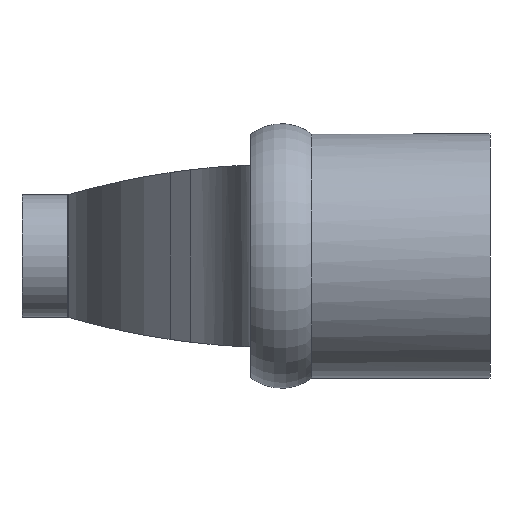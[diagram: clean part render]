
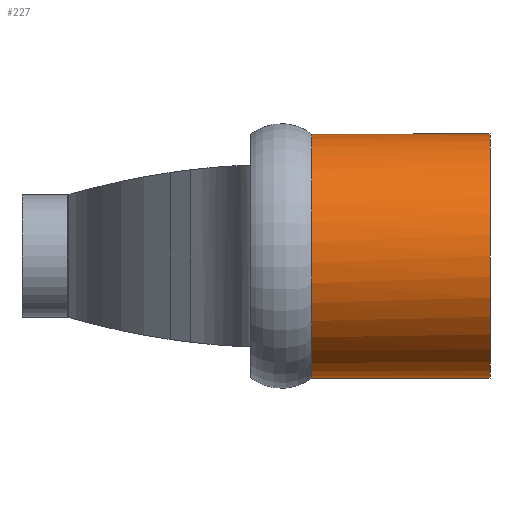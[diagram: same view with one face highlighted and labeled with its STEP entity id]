
A CAD part, left-side view. The second image highlights one B-rep face of the part: STEP entity #227.
In plain terms, the highlighted cylindrical face has radius 24 mm (diameter 48 mm), a full revolution.
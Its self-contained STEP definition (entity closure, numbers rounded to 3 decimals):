
#121=CYLINDRICAL_SURFACE('',#1080,24.);
#227=ADVANCED_FACE('',(#287,#288),#121,.T.);
#287=FACE_BOUND('',#470,.T.);
#288=FACE_BOUND('',#471,.T.);
#470=EDGE_LOOP('',(#577));
#471=EDGE_LOOP('',(#578,#579,#580));
#577=ORIENTED_EDGE('',*,*,#902,.F.);
#578=ORIENTED_EDGE('',*,*,#954,.F.);
#579=ORIENTED_EDGE('',*,*,#953,.F.);
#580=ORIENTED_EDGE('',*,*,#955,.F.);
#803=VERTEX_POINT('',#1302);
#844=VERTEX_POINT('',#1698);
#846=VERTEX_POINT('',#1716);
#847=VERTEX_POINT('',#1720);
#902=EDGE_CURVE('',#803,#803,#1046,.T.);
#953=EDGE_CURVE('',#846,#844,#1050,.T.);
#954=EDGE_CURVE('',#844,#847,#1051,.T.);
#955=EDGE_CURVE('',#847,#846,#1052,.T.);
#1046=CIRCLE('',#1061,24.);
#1050=CIRCLE('',#1076,24.);
#1051=CIRCLE('',#1078,24.);
#1052=CIRCLE('',#1079,24.);
#1061=AXIS2_PLACEMENT_3D('',#1301,#1122,#1123);
#1076=AXIS2_PLACEMENT_3D('',#1717,#1173,#1174);
#1078=AXIS2_PLACEMENT_3D('',#1719,#1177,#1178);
#1079=AXIS2_PLACEMENT_3D('',#1721,#1179,#1180);
#1080=AXIS2_PLACEMENT_3D('',#1722,#1181,#1182);
#1122=DIRECTION('',(0.,-1.,0.));
#1123=DIRECTION('',(0.,0.,-1.));
#1173=DIRECTION('',(0.,1.,0.));
#1174=DIRECTION('',(0.,0.,1.));
#1177=DIRECTION('',(0.,1.,0.));
#1178=DIRECTION('',(0.,0.,1.));
#1179=DIRECTION('',(0.,1.,0.));
#1180=DIRECTION('',(0.,0.,1.));
#1181=DIRECTION('',(0.,-1.,0.));
#1182=DIRECTION('',(0.,0.,-1.));
#1301=CARTESIAN_POINT('',(163.,44.5,0.));
#1302=CARTESIAN_POINT('',(163.,44.5,-24.));
#1698=CARTESIAN_POINT('',(179.022,79.5,17.868));
#1716=CARTESIAN_POINT('',(179.,79.5,-17.889));
#1717=CARTESIAN_POINT('',(163.,79.5,0.));
#1719=CARTESIAN_POINT('',(163.,79.5,0.));
#1720=CARTESIAN_POINT('',(187.,79.5,0.));
#1721=CARTESIAN_POINT('',(163.,79.5,0.));
#1722=CARTESIAN_POINT('',(163.,32.5,0.));
